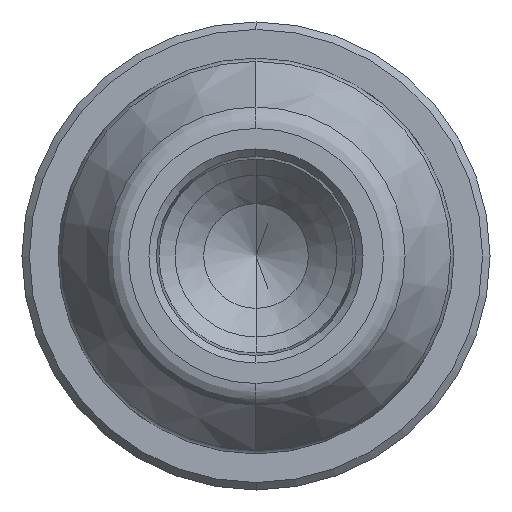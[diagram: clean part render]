
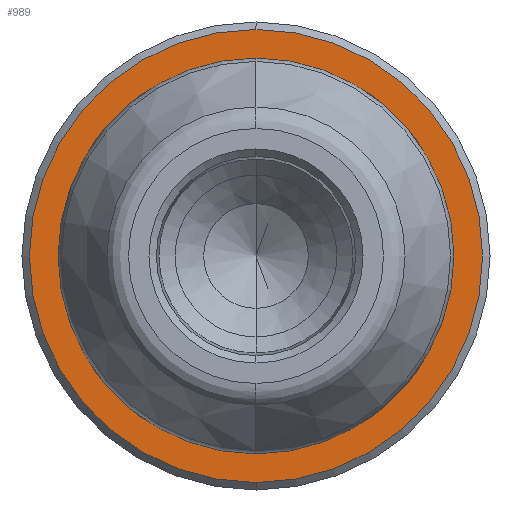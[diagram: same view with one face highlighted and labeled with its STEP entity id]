
A CAD part, left-side view. The second image highlights one B-rep face of the part: STEP entity #989.
In plain terms, the highlighted planar face has unit normal (-1, 0, 0).
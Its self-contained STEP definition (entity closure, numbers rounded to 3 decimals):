
#114 = CARTESIAN_POINT ( 'NONE',  ( 12., 0., 9.1 ) ) ;
#300 = VERTEX_POINT ( 'NONE', #1264 ) ;
#382 = CIRCLE ( 'NONE', #2618, 9.1 ) ;
#433 = EDGE_LOOP ( 'NONE', ( #578, #1174 ) ) ;
#460 = DIRECTION ( 'NONE',  ( 0., 0., -1. ) ) ;
#578 = ORIENTED_EDGE ( 'NONE', *, *, #3129, .F. ) ;
#602 = AXIS2_PLACEMENT_3D ( 'NONE', #3391, #1349, #944 ) ;
#816 = EDGE_LOOP ( 'NONE', ( #2483, #2539 ) ) ;
#880 = CARTESIAN_POINT ( 'NONE',  ( 12., 0., 0. ) ) ;
#944 = DIRECTION ( 'NONE',  ( 0., 0., 1. ) ) ;
#969 = VERTEX_POINT ( 'NONE', #1091 ) ;
#989 = ADVANCED_FACE ( 'NONE', ( #2624, #1716 ), #1114, .F. ) ;
#1007 = EDGE_CURVE ( 'NONE', #300, #3765, #3266, .T. ) ;
#1022 = EDGE_CURVE ( 'NONE', #969, #3539, #382, .T. ) ;
#1035 = CIRCLE ( 'NONE', #602, 6.6 ) ;
#1091 = CARTESIAN_POINT ( 'NONE',  ( 12., 0., -9.1 ) ) ;
#1114 = PLANE ( 'NONE',  #1588 ) ;
#1174 = ORIENTED_EDGE ( 'NONE', *, *, #1007, .F. ) ;
#1264 = CARTESIAN_POINT ( 'NONE',  ( 12., 0., -6.6 ) ) ;
#1349 = DIRECTION ( 'NONE',  ( -1., 0., 0. ) ) ;
#1530 = AXIS2_PLACEMENT_3D ( 'NONE', #2944, #2033, #2928 ) ;
#1588 = AXIS2_PLACEMENT_3D ( 'NONE', #3254, #3567, #2605 ) ;
#1716 = FACE_OUTER_BOUND ( 'NONE', #816, .T. ) ;
#1742 = CIRCLE ( 'NONE', #2383, 9.1 ) ;
#1931 = DIRECTION ( 'NONE',  ( 0., 0., -1. ) ) ;
#2033 = DIRECTION ( 'NONE',  ( -1., 0., 0. ) ) ;
#2299 = CARTESIAN_POINT ( 'NONE',  ( 12., 0., 0. ) ) ;
#2383 = AXIS2_PLACEMENT_3D ( 'NONE', #880, #2424, #1931 ) ;
#2424 = DIRECTION ( 'NONE',  ( -1., 0., 0. ) ) ;
#2483 = ORIENTED_EDGE ( 'NONE', *, *, #1022, .T. ) ;
#2539 = ORIENTED_EDGE ( 'NONE', *, *, #3028, .T. ) ;
#2605 = DIRECTION ( 'NONE',  ( 0., 0., -1. ) ) ;
#2618 = AXIS2_PLACEMENT_3D ( 'NONE', #2299, #2641, #460 ) ;
#2624 = FACE_BOUND ( 'NONE', #433, .T. ) ;
#2641 = DIRECTION ( 'NONE',  ( -1., 0., 0. ) ) ;
#2653 = CARTESIAN_POINT ( 'NONE',  ( 12., 0., 6.6 ) ) ;
#2928 = DIRECTION ( 'NONE',  ( 0., 0., 1. ) ) ;
#2944 = CARTESIAN_POINT ( 'NONE',  ( 12., 0., 0. ) ) ;
#3028 = EDGE_CURVE ( 'NONE', #3539, #969, #1742, .T. ) ;
#3129 = EDGE_CURVE ( 'NONE', #3765, #300, #1035, .T. ) ;
#3254 = CARTESIAN_POINT ( 'NONE',  ( 12., 6.6, 0. ) ) ;
#3266 = CIRCLE ( 'NONE', #1530, 6.6 ) ;
#3391 = CARTESIAN_POINT ( 'NONE',  ( 12., 0., 0. ) ) ;
#3539 = VERTEX_POINT ( 'NONE', #114 ) ;
#3567 = DIRECTION ( 'NONE',  ( 1., 0., 0. ) ) ;
#3765 = VERTEX_POINT ( 'NONE', #2653 ) ;
